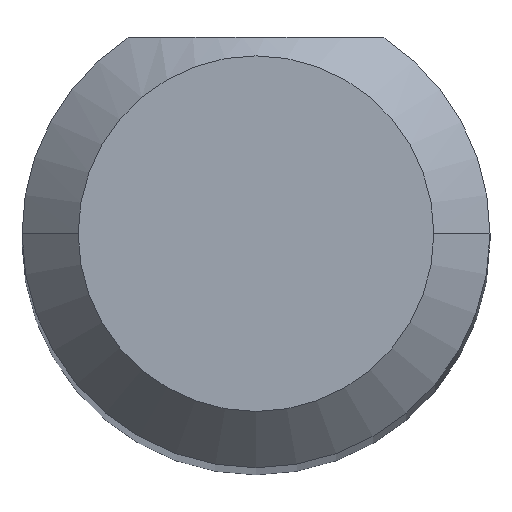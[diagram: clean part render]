
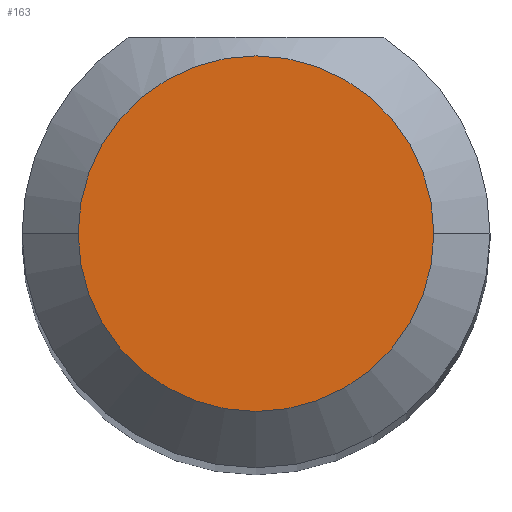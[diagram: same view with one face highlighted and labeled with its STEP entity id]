
A CAD part, top view. The second image highlights one B-rep face of the part: STEP entity #163.
In plain terms, the highlighted planar face has unit normal (0, 0, 1).
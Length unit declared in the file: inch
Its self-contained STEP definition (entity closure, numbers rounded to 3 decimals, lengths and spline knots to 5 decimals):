
#10 = DIRECTION ( 'NONE',  ( -1., 0., 0. ) ) ;
#12 = DIRECTION ( 'NONE',  ( 0., 0., 1. ) ) ;
#61 = CARTESIAN_POINT ( 'NONE',  ( 0.25, 0., 1.5 ) ) ;
#147 = CARTESIAN_POINT ( 'NONE',  ( 0.2975, 0., 1.5 ) ) ;
#157 = AXIS2_PLACEMENT_3D ( 'NONE', #237, #535, #10 ) ;
#163 = ADVANCED_FACE ( 'NONE', ( #501 ), #322, .T. ) ;
#177 = CIRCLE ( 'NONE', #157, 0.0475 ) ;
#200 = ORIENTED_EDGE ( 'NONE', *, *, #239, .F. ) ;
#201 = EDGE_CURVE ( 'NONE', #569, #566, #383, .T. ) ;
#230 = AXIS2_PLACEMENT_3D ( 'NONE', #231, #540, #236 ) ;
#231 = CARTESIAN_POINT ( 'NONE',  ( 0.25, 0., 1.5 ) ) ;
#236 = DIRECTION ( 'NONE',  ( -1., 0., 0. ) ) ;
#237 = CARTESIAN_POINT ( 'NONE',  ( 0.25, 0., 1.5 ) ) ;
#239 = EDGE_CURVE ( 'NONE', #566, #569, #177, .T. ) ;
#322 = PLANE ( 'NONE',  #421 ) ;
#325 = DIRECTION ( 'NONE',  ( -1., 0., 0. ) ) ;
#341 = EDGE_LOOP ( 'NONE', ( #376, #200 ) ) ;
#376 = ORIENTED_EDGE ( 'NONE', *, *, #201, .F. ) ;
#383 = CIRCLE ( 'NONE', #230, 0.0475 ) ;
#421 = AXIS2_PLACEMENT_3D ( 'NONE', #61, #12, #325 ) ;
#501 = FACE_OUTER_BOUND ( 'NONE', #341, .T. ) ;
#535 = DIRECTION ( 'NONE',  ( 0., 0., -1. ) ) ;
#540 = DIRECTION ( 'NONE',  ( 0., 0., -1. ) ) ;
#544 = CARTESIAN_POINT ( 'NONE',  ( 0.2025, 0., 1.5 ) ) ;
#566 = VERTEX_POINT ( 'NONE', #544 ) ;
#569 = VERTEX_POINT ( 'NONE', #147 ) ;
